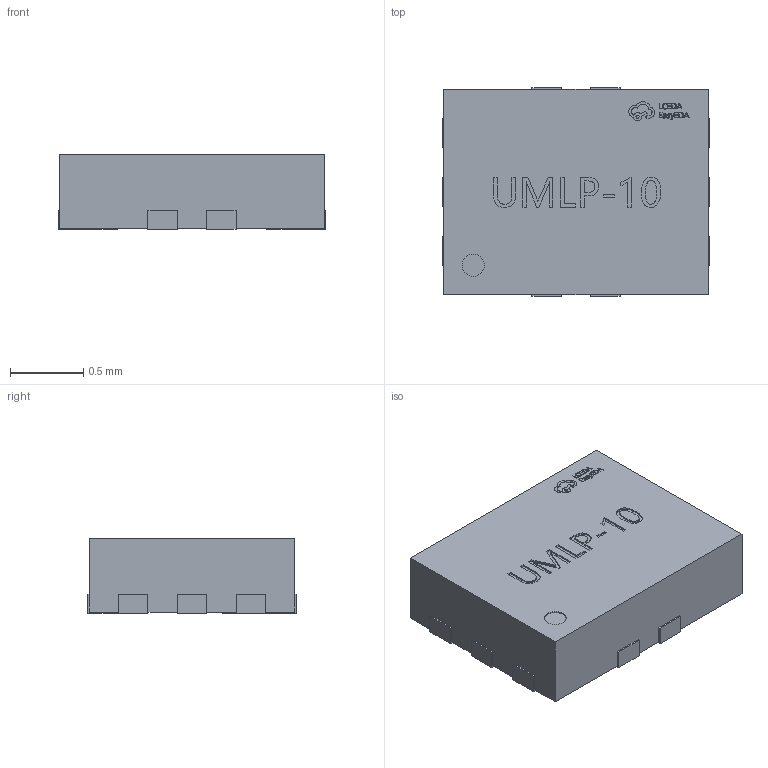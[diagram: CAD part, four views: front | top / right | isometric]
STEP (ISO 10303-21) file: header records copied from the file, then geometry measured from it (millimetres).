
FILE_DESCRIPTION (( 'STEP AP214' ), '1' );
FILE_NAME ('UMLP-10_L1.8-W1.4-H0.5-P0.40.step', '2022-08-04T09:18:19', ( '' ), ( '' ), 'SwSTEP 2.0', 'SolidWorks 2020', '' );
FILE_SCHEMA (( 'AUTOMOTIVE_DESIGN' ));
Length unit declared in the file: millimetre
Products named in the file (1): UMLP-10_L1.8-W1.4-H0.5-P0.40
Bounding box: 1.82 x 1.42 x 0.51 mm (x, y, z)
Volume: 1.3 mm3; surface area: 8.5 mm2
Topology: 14 solids, 14 shells, 438 faces, 1179 edges, 786 vertices
Faces by surface type: plane 300, bspline 136, cylinder 2
Entity records: 21012 total; most frequent: CARTESIAN_POINT 5956, ORIENTED_EDGE 2358, DIRECTION 1513, EDGE_CURVE 1179, VECTOR 899, LINE 899, VERTEX_POINT 786, EDGE_LOOP 467
